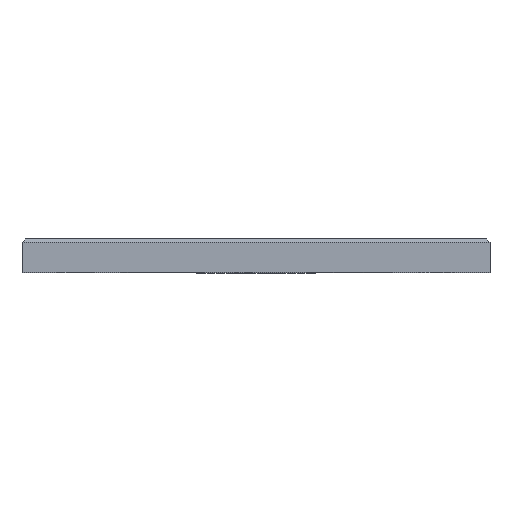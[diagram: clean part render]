
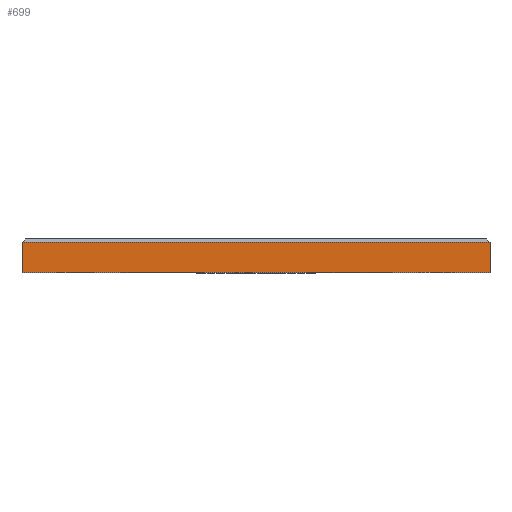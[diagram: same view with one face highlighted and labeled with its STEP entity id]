
A CAD part, top view. The second image highlights one B-rep face of the part: STEP entity #699.
In plain terms, the highlighted planar face has unit normal (0, 0, 1).
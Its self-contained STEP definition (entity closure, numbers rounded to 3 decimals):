
#11 = LINE ( 'NONE', #712, #562 ) ;
#24 = CARTESIAN_POINT ( 'NONE',  ( 35., 5., 10. ) ) ;
#37 = AXIS2_PLACEMENT_3D ( 'NONE', #977, #183, #350 ) ;
#107 = EDGE_CURVE ( 'NONE', #327, #1100, #1248, .T. ) ;
#131 = DIRECTION ( 'NONE',  ( 0., -1., 0. ) ) ;
#183 = DIRECTION ( 'NONE',  ( 0., 0., -1. ) ) ;
#191 = CARTESIAN_POINT ( 'NONE',  ( -35., 0., 10. ) ) ;
#221 = DIRECTION ( 'NONE',  ( 0., -1., 0. ) ) ;
#275 = EDGE_LOOP ( 'NONE', ( #428, #790, #1125, #1184 ) ) ;
#327 = VERTEX_POINT ( 'NONE', #1294 ) ;
#343 = CARTESIAN_POINT ( 'NONE',  ( 0., 0., 10. ) ) ;
#350 = DIRECTION ( 'NONE',  ( -1., 0., 0. ) ) ;
#418 = VECTOR ( 'NONE', #221, 1000. ) ;
#424 = DIRECTION ( 'NONE',  ( 1., 0., 0. ) ) ;
#428 = ORIENTED_EDGE ( 'NONE', *, *, #982, .F. ) ;
#445 = VERTEX_POINT ( 'NONE', #727 ) ;
#562 = VECTOR ( 'NONE', #604, 1000. ) ;
#568 = FACE_OUTER_BOUND ( 'NONE', #275, .T. ) ;
#604 = DIRECTION ( 'NONE',  ( -1., 0., 0. ) ) ;
#699 = ADVANCED_FACE ( 'NONE', ( #568 ), #1200, .F. ) ;
#712 = CARTESIAN_POINT ( 'NONE',  ( -35., 4.5, 10. ) ) ;
#724 = VECTOR ( 'NONE', #424, 1000. ) ;
#727 = CARTESIAN_POINT ( 'NONE',  ( 35., 0., 10. ) ) ;
#790 = ORIENTED_EDGE ( 'NONE', *, *, #878, .T. ) ;
#814 = CARTESIAN_POINT ( 'NONE',  ( 35., 4.5, 10. ) ) ;
#878 = EDGE_CURVE ( 'NONE', #920, #327, #11, .T. ) ;
#920 = VERTEX_POINT ( 'NONE', #814 ) ;
#936 = LINE ( 'NONE', #343, #724 ) ;
#941 = VECTOR ( 'NONE', #131, 1000. ) ;
#949 = LINE ( 'NONE', #24, #418 ) ;
#951 = CARTESIAN_POINT ( 'NONE',  ( -35., 5., 10. ) ) ;
#977 = CARTESIAN_POINT ( 'NONE',  ( 0., 5., 10. ) ) ;
#982 = EDGE_CURVE ( 'NONE', #920, #445, #949, .T. ) ;
#1016 = EDGE_CURVE ( 'NONE', #1100, #445, #936, .T. ) ;
#1100 = VERTEX_POINT ( 'NONE', #191 ) ;
#1125 = ORIENTED_EDGE ( 'NONE', *, *, #107, .T. ) ;
#1184 = ORIENTED_EDGE ( 'NONE', *, *, #1016, .T. ) ;
#1200 = PLANE ( 'NONE',  #37 ) ;
#1248 = LINE ( 'NONE', #951, #941 ) ;
#1294 = CARTESIAN_POINT ( 'NONE',  ( -35., 4.5, 10. ) ) ;
